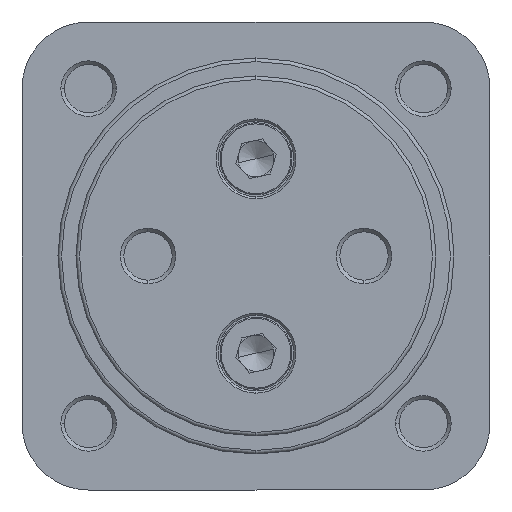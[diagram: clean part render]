
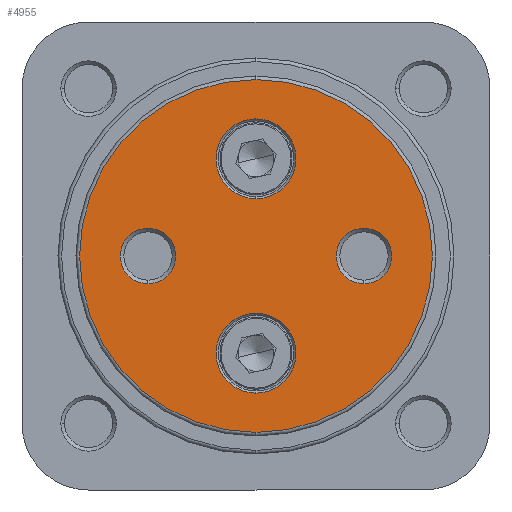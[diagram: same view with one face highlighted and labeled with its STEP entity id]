
A CAD part, left-side view. The second image highlights one B-rep face of the part: STEP entity #4955.
In plain terms, the highlighted planar face has unit normal (-1, 0, 0).
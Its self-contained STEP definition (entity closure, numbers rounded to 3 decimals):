
#23 = CARTESIAN_POINT ( 'NONE',  ( 0., 15., 0. ) ) ;
#75 = DIRECTION ( 'NONE',  ( 1., 0., 0. ) ) ;
#97 = DIRECTION ( 'NONE',  ( 0., 0., -1. ) ) ;
#119 = DIRECTION ( 'NONE',  ( 1., 0., 0. ) ) ;
#141 = CARTESIAN_POINT ( 'NONE',  ( 0., 0., 0. ) ) ;
#171 = DIRECTION ( 'NONE',  ( -1., 0., 0. ) ) ;
#192 = DIRECTION ( 'NONE',  ( 0., 0., -1. ) ) ;
#200 = CARTESIAN_POINT ( 'NONE',  ( 0., -15., 0. ) ) ;
#207 = DIRECTION ( 'NONE',  ( 0., 0., -1. ) ) ;
#213 = DIRECTION ( 'NONE',  ( 0., 0., -1. ) ) ;
#220 = CARTESIAN_POINT ( 'NONE',  ( 0., 0., 0. ) ) ;
#223 = CARTESIAN_POINT ( 'NONE',  ( 0., 0., -13.5 ) ) ;
#245 = DIRECTION ( 'NONE',  ( 0., 0., -1. ) ) ;
#316 = DIRECTION ( 'NONE',  ( 0., 0., -1. ) ) ;
#335 = DIRECTION ( 'NONE',  ( 1., 0., 0. ) ) ;
#349 = DIRECTION ( 'NONE',  ( 1., 0., 0. ) ) ;
#371 = DIRECTION ( 'NONE',  ( -1., 0., 0. ) ) ;
#426 = CARTESIAN_POINT ( 'NONE',  ( 0., -15., 0. ) ) ;
#432 = DIRECTION ( 'NONE',  ( 1., 0., 0. ) ) ;
#439 = CARTESIAN_POINT ( 'NONE',  ( 0., 0., 13.5 ) ) ;
#482 = DIRECTION ( 'NONE',  ( 0., 0., -1. ) ) ;
#542 = DIRECTION ( 'NONE',  ( 1., 0., 0. ) ) ;
#555 = DIRECTION ( 'NONE',  ( 1., 0., 0. ) ) ;
#562 = DIRECTION ( 'NONE',  ( 0., 0., -1. ) ) ;
#605 = CARTESIAN_POINT ( 'NONE',  ( 0., 0., 13.5 ) ) ;
#659 = CARTESIAN_POINT ( 'NONE',  ( 0., 0., -13.5 ) ) ;
#681 = DIRECTION ( 'NONE',  ( 0., 0., -1. ) ) ;
#960 = VERTEX_POINT ( 'NONE', #3302 ) ;
#965 = VERTEX_POINT ( 'NONE', #3330 ) ;
#1963 = FACE_BOUND ( 'NONE', #7263, .T. ) ;
#1969 = FACE_OUTER_BOUND ( 'NONE', #7326, .T. ) ;
#1975 = FACE_BOUND ( 'NONE', #7112, .T. ) ;
#1977 = FACE_BOUND ( 'NONE', #7134, .T. ) ;
#1979 = FACE_BOUND ( 'NONE', #7214, .T. ) ;
#2395 = CIRCLE ( 'NONE', #6049, 3.85 ) ;
#2472 = CIRCLE ( 'NONE', #6499, 5.55 ) ;
#2489 = CIRCLE ( 'NONE', #6222, 24.5 ) ;
#2493 = CIRCLE ( 'NONE', #6505, 3.85 ) ;
#2804 = ORIENTED_EDGE ( 'NONE', *, *, #5967, .T. ) ;
#2813 = ORIENTED_EDGE ( 'NONE', *, *, #6053, .T. ) ;
#2820 = ORIENTED_EDGE ( 'NONE', *, *, #6171, .T. ) ;
#2867 = ORIENTED_EDGE ( 'NONE', *, *, #5962, .T. ) ;
#2870 = ORIENTED_EDGE ( 'NONE', *, *, #6598, .T. ) ;
#2873 = ORIENTED_EDGE ( 'NONE', *, *, #6671, .T. ) ;
#2882 = ORIENTED_EDGE ( 'NONE', *, *, #6194, .T. ) ;
#2883 = ORIENTED_EDGE ( 'NONE', *, *, #5992, .T. ) ;
#2902 = ORIENTED_EDGE ( 'NONE', *, *, #5946, .T. ) ;
#2903 = ORIENTED_EDGE ( 'NONE', *, *, #5897, .T. ) ;
#3302 = CARTESIAN_POINT ( 'NONE',  ( 0., 15., -3.85 ) ) ;
#3330 = CARTESIAN_POINT ( 'NONE',  ( 0., 15., 3.85 ) ) ;
#3362 = CARTESIAN_POINT ( 'NONE',  ( 0., -15., -3.85 ) ) ;
#3392 = VERTEX_POINT ( 'NONE', #3362 ) ;
#3438 = VERTEX_POINT ( 'NONE', #7790 ) ;
#3474 = CIRCLE ( 'NONE', #6104, 5.55 ) ;
#3522 = CIRCLE ( 'NONE', #6175, 3.85 ) ;
#3627 = CIRCLE ( 'NONE', #6306, 3.85 ) ;
#3638 = CIRCLE ( 'NONE', #6173, 24.5 ) ;
#3912 = CIRCLE ( 'NONE', #4648, 5.55 ) ;
#3969 = CIRCLE ( 'NONE', #4669, 5.55 ) ;
#4648 = AXIS2_PLACEMENT_3D ( 'NONE', #659, #555, #562 ) ;
#4669 = AXIS2_PLACEMENT_3D ( 'NONE', #605, #542, #681 ) ;
#4955 = ADVANCED_FACE ( 'NONE', ( #1969, #1975, #1977, #1979, #1963 ), #8068, .F. ) ;
#5478 = CARTESIAN_POINT ( 'NONE',  ( 0., 0., 7.95 ) ) ;
#5502 = CARTESIAN_POINT ( 'NONE',  ( 0., 0., -24.5 ) ) ;
#5576 = CARTESIAN_POINT ( 'NONE',  ( 0., 15., 0. ) ) ;
#5797 = DIRECTION ( 'NONE',  ( 1., 0., 0. ) ) ;
#5807 = DIRECTION ( 'NONE',  ( 0., 0., -1. ) ) ;
#5897 = EDGE_CURVE ( 'NONE', #960, #965, #2395, .T. ) ;
#5946 = EDGE_CURVE ( 'NONE', #7423, #7485, #2472, .T. ) ;
#5962 = EDGE_CURVE ( 'NONE', #7603, #7470, #2489, .T. ) ;
#5967 = EDGE_CURVE ( 'NONE', #3438, #3392, #2493, .T. ) ;
#5992 = EDGE_CURVE ( 'NONE', #7488, #7576, #3474, .T. ) ;
#6049 = AXIS2_PLACEMENT_3D ( 'NONE', #5576, #5797, #5807 ) ;
#6053 = EDGE_CURVE ( 'NONE', #3392, #3438, #3522, .T. ) ;
#6104 = AXIS2_PLACEMENT_3D ( 'NONE', #439, #335, #97 ) ;
#6171 = EDGE_CURVE ( 'NONE', #965, #960, #3627, .T. ) ;
#6173 = AXIS2_PLACEMENT_3D ( 'NONE', #141, #371, #192 ) ;
#6175 = AXIS2_PLACEMENT_3D ( 'NONE', #200, #119, #213 ) ;
#6194 = EDGE_CURVE ( 'NONE', #7470, #7603, #3638, .T. ) ;
#6222 = AXIS2_PLACEMENT_3D ( 'NONE', #220, #171, #482 ) ;
#6306 = AXIS2_PLACEMENT_3D ( 'NONE', #23, #75, #245 ) ;
#6490 = AXIS2_PLACEMENT_3D ( 'NONE', #8071, #8046, #8124 ) ;
#6499 = AXIS2_PLACEMENT_3D ( 'NONE', #223, #349, #316 ) ;
#6505 = AXIS2_PLACEMENT_3D ( 'NONE', #426, #432, #207 ) ;
#6598 = EDGE_CURVE ( 'NONE', #7485, #7423, #3912, .T. ) ;
#6671 = EDGE_CURVE ( 'NONE', #7576, #7488, #3969, .T. ) ;
#6901 = CARTESIAN_POINT ( 'NONE',  ( 0., 0., -7.95 ) ) ;
#6911 = CARTESIAN_POINT ( 'NONE',  ( 0., 0., 19.05 ) ) ;
#6967 = CARTESIAN_POINT ( 'NONE',  ( 0., 0., 24.5 ) ) ;
#6970 = CARTESIAN_POINT ( 'NONE',  ( 0., 0., -19.05 ) ) ;
#7112 = EDGE_LOOP ( 'NONE', ( #2870, #2902 ) ) ;
#7134 = EDGE_LOOP ( 'NONE', ( #2883, #2873 ) ) ;
#7214 = EDGE_LOOP ( 'NONE', ( #2804, #2813 ) ) ;
#7263 = EDGE_LOOP ( 'NONE', ( #2820, #2903 ) ) ;
#7326 = EDGE_LOOP ( 'NONE', ( #2867, #2882 ) ) ;
#7423 = VERTEX_POINT ( 'NONE', #6970 ) ;
#7470 = VERTEX_POINT ( 'NONE', #6967 ) ;
#7485 = VERTEX_POINT ( 'NONE', #6901 ) ;
#7488 = VERTEX_POINT ( 'NONE', #6911 ) ;
#7576 = VERTEX_POINT ( 'NONE', #5478 ) ;
#7603 = VERTEX_POINT ( 'NONE', #5502 ) ;
#7790 = CARTESIAN_POINT ( 'NONE',  ( 0., -15., 3.85 ) ) ;
#8046 = DIRECTION ( 'NONE',  ( 1., 0., 0. ) ) ;
#8068 = PLANE ( 'NONE',  #6490 ) ;
#8071 = CARTESIAN_POINT ( 'NONE',  ( 0., 0., 0. ) ) ;
#8124 = DIRECTION ( 'NONE',  ( 0., 0., -1. ) ) ;
